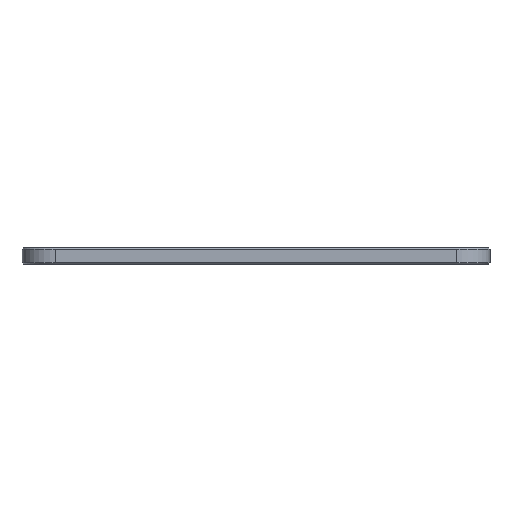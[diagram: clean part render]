
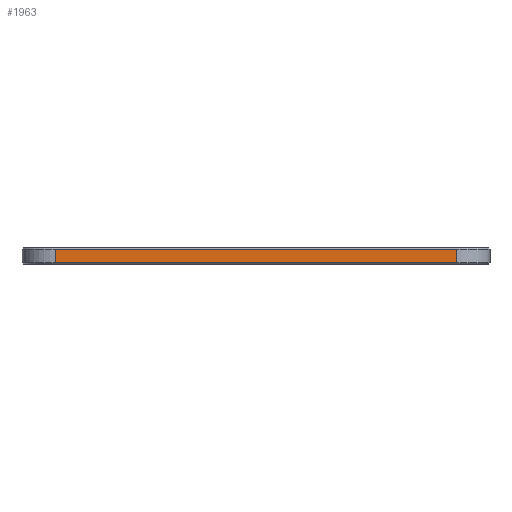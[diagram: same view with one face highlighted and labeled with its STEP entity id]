
A CAD part, left-side view. The second image highlights one B-rep face of the part: STEP entity #1963.
In plain terms, the highlighted planar face has unit normal (-1, 0, 0).
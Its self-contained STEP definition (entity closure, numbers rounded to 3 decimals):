
#101 = PLANE('',#102);
#102 = AXIS2_PLACEMENT_3D('',#103,#104,#105);
#103 = CARTESIAN_POINT('',(-6.1,75.,0.15));
#104 = DIRECTION('',(0.707,0.,0.707));
#105 = DIRECTION('',(0.,-1.,0.));
#763 = VERTEX_POINT('',#764);
#764 = CARTESIAN_POINT('',(-6.25,75.,0.3));
#779 = CYLINDRICAL_SURFACE('',#780,6.25);
#780 = AXIS2_PLACEMENT_3D('',#781,#782,#783);
#781 = CARTESIAN_POINT('',(0.,75.,0.));
#782 = DIRECTION('',(-0.,-0.,-1.));
#783 = DIRECTION('',(1.,0.,0.));
#872 = EDGE_CURVE('',#763,#873,#875,.T.);
#873 = VERTEX_POINT('',#874);
#874 = CARTESIAN_POINT('',(-6.25,0.,0.3));
#875 = SURFACE_CURVE('',#876,(#880,#887),.PCURVE_S1.);
#876 = LINE('',#877,#878);
#877 = CARTESIAN_POINT('',(-6.25,75.,0.3));
#878 = VECTOR('',#879,1.);
#879 = DIRECTION('',(-0.,-1.,-0.));
#880 = PCURVE('',#101,#881);
#881 = DEFINITIONAL_REPRESENTATION('',(#882),#886);
#882 = LINE('',#883,#884);
#883 = CARTESIAN_POINT('',(0.,-0.212));
#884 = VECTOR('',#885,1.);
#885 = DIRECTION('',(1.,0.));
#886 = ( GEOMETRIC_REPRESENTATION_CONTEXT(2) 
PARAMETRIC_REPRESENTATION_CONTEXT() REPRESENTATION_CONTEXT('2D SPACE',''
  ) );
#887 = PCURVE('',#888,#893);
#888 = PLANE('',#889);
#889 = AXIS2_PLACEMENT_3D('',#890,#891,#892);
#890 = CARTESIAN_POINT('',(-6.25,0.,0.));
#891 = DIRECTION('',(-1.,0.,0.));
#892 = DIRECTION('',(0.,1.,0.));
#893 = DEFINITIONAL_REPRESENTATION('',(#894),#898);
#894 = LINE('',#895,#896);
#895 = CARTESIAN_POINT('',(75.,-0.3));
#896 = VECTOR('',#897,1.);
#897 = DIRECTION('',(-1.,0.));
#898 = ( GEOMETRIC_REPRESENTATION_CONTEXT(2) 
PARAMETRIC_REPRESENTATION_CONTEXT() REPRESENTATION_CONTEXT('2D SPACE',''
  ) );
#995 = CYLINDRICAL_SURFACE('',#996,6.25);
#996 = AXIS2_PLACEMENT_3D('',#997,#998,#999);
#997 = CARTESIAN_POINT('',(0.,0.,0.));
#998 = DIRECTION('',(-0.,-0.,-1.));
#999 = DIRECTION('',(1.,0.,0.));
#1859 = VERTEX_POINT('',#1860);
#1860 = CARTESIAN_POINT('',(-6.25,75.,2.825));
#1887 = EDGE_CURVE('',#763,#1859,#1888,.T.);
#1888 = SURFACE_CURVE('',#1889,(#1893,#1900),.PCURVE_S1.);
#1889 = LINE('',#1890,#1891);
#1890 = CARTESIAN_POINT('',(-6.25,75.,0.));
#1891 = VECTOR('',#1892,1.);
#1892 = DIRECTION('',(0.,0.,1.));
#1893 = PCURVE('',#779,#1894);
#1894 = DEFINITIONAL_REPRESENTATION('',(#1895),#1899);
#1895 = LINE('',#1896,#1897);
#1896 = CARTESIAN_POINT('',(-3.142,0.));
#1897 = VECTOR('',#1898,1.);
#1898 = DIRECTION('',(-0.,-1.));
#1899 = ( GEOMETRIC_REPRESENTATION_CONTEXT(2) 
PARAMETRIC_REPRESENTATION_CONTEXT() REPRESENTATION_CONTEXT('2D SPACE',''
  ) );
#1900 = PCURVE('',#888,#1901);
#1901 = DEFINITIONAL_REPRESENTATION('',(#1902),#1906);
#1902 = LINE('',#1903,#1904);
#1903 = CARTESIAN_POINT('',(75.,0.));
#1904 = VECTOR('',#1905,1.);
#1905 = DIRECTION('',(0.,-1.));
#1906 = ( GEOMETRIC_REPRESENTATION_CONTEXT(2) 
PARAMETRIC_REPRESENTATION_CONTEXT() REPRESENTATION_CONTEXT('2D SPACE',''
  ) );
#1963 = ADVANCED_FACE('',(#1964),#888,.T.);
#1964 = FACE_BOUND('',#1965,.T.);
#1965 = EDGE_LOOP('',(#1966,#1989,#2015,#2016));
#1966 = ORIENTED_EDGE('',*,*,#1967,.T.);
#1967 = EDGE_CURVE('',#873,#1968,#1970,.T.);
#1968 = VERTEX_POINT('',#1969);
#1969 = CARTESIAN_POINT('',(-6.25,0.,2.825));
#1970 = SURFACE_CURVE('',#1971,(#1975,#1982),.PCURVE_S1.);
#1971 = LINE('',#1972,#1973);
#1972 = CARTESIAN_POINT('',(-6.25,0.,0.));
#1973 = VECTOR('',#1974,1.);
#1974 = DIRECTION('',(0.,0.,1.));
#1975 = PCURVE('',#888,#1976);
#1976 = DEFINITIONAL_REPRESENTATION('',(#1977),#1981);
#1977 = LINE('',#1978,#1979);
#1978 = CARTESIAN_POINT('',(0.,0.));
#1979 = VECTOR('',#1980,1.);
#1980 = DIRECTION('',(0.,-1.));
#1981 = ( GEOMETRIC_REPRESENTATION_CONTEXT(2) 
PARAMETRIC_REPRESENTATION_CONTEXT() REPRESENTATION_CONTEXT('2D SPACE',''
  ) );
#1982 = PCURVE('',#995,#1983);
#1983 = DEFINITIONAL_REPRESENTATION('',(#1984),#1988);
#1984 = LINE('',#1985,#1986);
#1985 = CARTESIAN_POINT('',(-3.142,0.));
#1986 = VECTOR('',#1987,1.);
#1987 = DIRECTION('',(-0.,-1.));
#1988 = ( GEOMETRIC_REPRESENTATION_CONTEXT(2) 
PARAMETRIC_REPRESENTATION_CONTEXT() REPRESENTATION_CONTEXT('2D SPACE',''
  ) );
#1989 = ORIENTED_EDGE('',*,*,#1990,.F.);
#1990 = EDGE_CURVE('',#1859,#1968,#1991,.T.);
#1991 = SURFACE_CURVE('',#1992,(#1996,#2003),.PCURVE_S1.);
#1992 = LINE('',#1993,#1994);
#1993 = CARTESIAN_POINT('',(-6.25,75.,2.825));
#1994 = VECTOR('',#1995,1.);
#1995 = DIRECTION('',(-0.,-1.,-0.));
#1996 = PCURVE('',#888,#1997);
#1997 = DEFINITIONAL_REPRESENTATION('',(#1998),#2002);
#1998 = LINE('',#1999,#2000);
#1999 = CARTESIAN_POINT('',(75.,-2.825));
#2000 = VECTOR('',#2001,1.);
#2001 = DIRECTION('',(-1.,0.));
#2002 = ( GEOMETRIC_REPRESENTATION_CONTEXT(2) 
PARAMETRIC_REPRESENTATION_CONTEXT() REPRESENTATION_CONTEXT('2D SPACE',''
  ) );
#2003 = PCURVE('',#2004,#2009);
#2004 = PLANE('',#2005);
#2005 = AXIS2_PLACEMENT_3D('',#2006,#2007,#2008);
#2006 = CARTESIAN_POINT('',(-6.1,75.,2.975));
#2007 = DIRECTION('',(-0.707,0.,0.707
    ));
#2008 = DIRECTION('',(0.,-1.,0.));
#2009 = DEFINITIONAL_REPRESENTATION('',(#2010),#2014);
#2010 = LINE('',#2011,#2012);
#2011 = CARTESIAN_POINT('',(0.,-0.212));
#2012 = VECTOR('',#2013,1.);
#2013 = DIRECTION('',(1.,0.));
#2014 = ( GEOMETRIC_REPRESENTATION_CONTEXT(2) 
PARAMETRIC_REPRESENTATION_CONTEXT() REPRESENTATION_CONTEXT('2D SPACE',''
  ) );
#2015 = ORIENTED_EDGE('',*,*,#1887,.F.);
#2016 = ORIENTED_EDGE('',*,*,#872,.T.);
